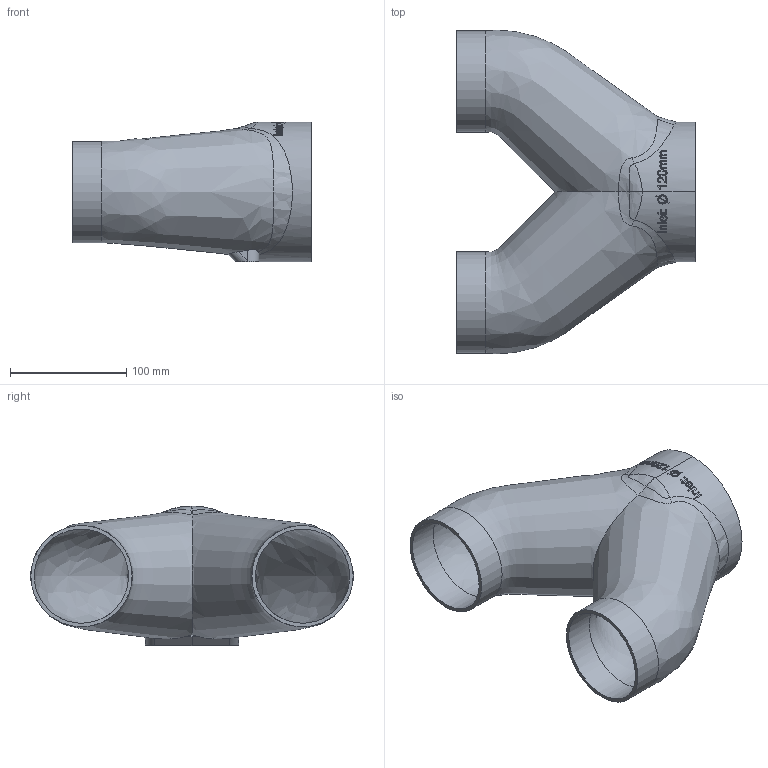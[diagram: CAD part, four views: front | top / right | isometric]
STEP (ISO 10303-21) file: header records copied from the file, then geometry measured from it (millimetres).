
FILE_DESCRIPTION(/* description */ ('','CAx-IF Rec.Pracs.---Representation and Presentation of Product Manufacturing Information (PMI)---4.0---2014-10-13'),/* implementation_level */ '2;1');
FILE_NAME(/* name */ 'MK2_Y-inlet-120mm_REV2_PRUSA.stp',/* time_stamp */ '2024-10-06T09:31:24+02:00',/* author */ ('admin'),/* organization */ (''),/* preprocessor_version */ 'ST-DEVELOPER v18.1',/* originating_system */ 'Autodesk Inventor 2021',/* authorisation */ '');
FILE_SCHEMA (('AP242_MANAGED_MODEL_BASED_3D_ENGINEERING_MIM_LF { 1 0 10303 442 1 1 4 }'));
Length unit declared in the file: millimetre
Products named in the file (1): MK2_Y-inlet-120mm_REV2_PRUSA
Bounding box: 205 x 278.01 x 120.16 mm (x, y, z)
Volume: 358972 mm3; surface area: 230023.4 mm2
Topology: 7 solids, 7 shells, 284 faces, 755 edges, 502 vertices
Faces by surface type: bspline 131, plane 114, cylinder 39
Full cylindrical faces by diameter (mm): 10 x2, 81 x2, 87 x2
Entity records: 15789 total; most frequent: CARTESIAN_POINT 9472, ORIENTED_EDGE 1510, DIRECTION 877, EDGE_CURVE 755, VERTEX_POINT 502, LINE 361, VECTOR 361, EDGE_LOOP 307
